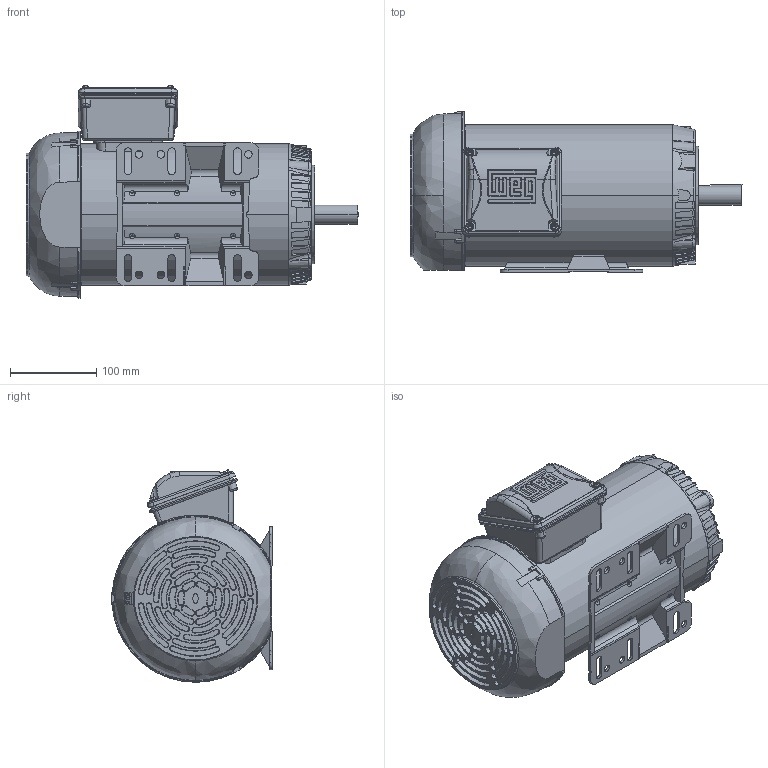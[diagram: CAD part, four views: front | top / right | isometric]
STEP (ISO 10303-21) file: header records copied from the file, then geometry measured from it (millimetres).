
FILE_DESCRIPTION (( 'STEP AP214' ), '1' );
FILE_NAME ('143-5C_3PH_TEFC_GP_15157 broken base surfs 1 PHNB 1 fxt.STEP', '2022-09-20T18:14:30', ( '' ), ( '' ), 'SwSTEP 2.0', 'SolidWorks 2021', '' );
FILE_SCHEMA (( 'AUTOMOTIVE_DESIGN' ));
Length unit declared in the file: inch
Products named in the file (1): 143-5C_3PH_TEFC_GP_15157 broken base surfs 1 PHNB 1 fxt
Bounding box: 384.85 x 186.1 x 246.39 mm (x, y, z)
Volume: 7828061.9 mm3; surface area: 487906.9 mm2
Topology: 14 solids, 30 shells, 1481 faces, 3944 edges, 2571 vertices
Faces by surface type: plane 554, cylinder 354, cone 324, bspline 249
Entity records: 59011 total; most frequent: CARTESIAN_POINT 25065, ORIENTED_EDGE 7854, DIRECTION 6045, EDGE_CURVE 3927, VERTEX_POINT 2571, AXIS2_PLACEMENT_3D 2252, EDGE_LOOP 1570, VECTOR 1541
